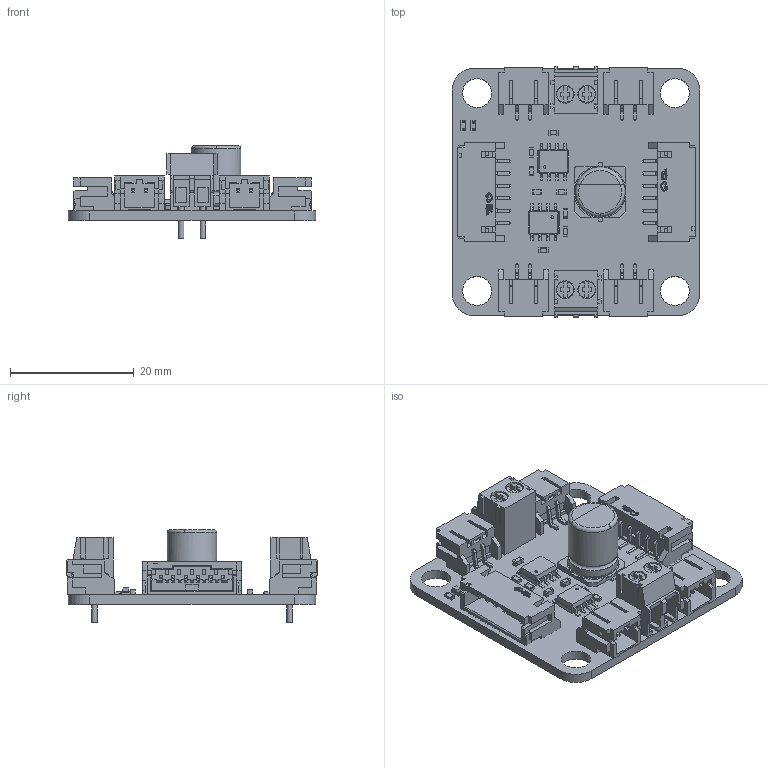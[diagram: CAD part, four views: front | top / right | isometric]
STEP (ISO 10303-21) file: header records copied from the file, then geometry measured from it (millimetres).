
FILE_DESCRIPTION(('KiCad electronic assembly'),'2;1');
FILE_NAME('Dual_Motor_Driver.step','2025-07-17T00:28:02',('Pcbnew'),( 'Kicad'),'Open CASCADE STEP processor 7.8','KiCad to STEP converter' ,'Unknown');
FILE_SCHEMA(('AUTOMOTIVE_DESIGN { 1 0 10303 214 1 1 1 1 }'));
Length unit declared in the file: millimetre
Products named in the file (18): Dual_Motor_Driver 1; SO-8_3.9x4.9mm_P1.27mm; CQ assembly; R_0603_1608Metric; C_0603_1608Metric; LED_0603_1608Metric_Castellated; PH2.0_6PIN_WT; EasyEDA PCB Model~xNzj; User Library-ph2_0_2p_wt; D9ABA024-CB1C-41D8-876C-9C3CCA401998; CP_Elec_8x10.5; CP_Elec_8x105; TerminalBlock_Phoenix_PT-1,5-2-3.5-H_1x02_P3.50mm_Horizontal; TerminalBlock_Phoenix_PT_15_2_35_H_1x02_P350mm_Horizontal; _autosave-Dual_Motor_Driver_PCB
Assembly tree (30 placements, depth 3):
  Dual_Motor_Driver 1
    SO-8_3.9x4.9mm_P1.27mm  x2
      CQ assembly
    R_0603_1608Metric  x5
      R_0603_1608Metric
    C_0603_1608Metric  x4
      C_0603_1608Metric
    LED_0603_1608Metric_Castellated
      LED_0603_1608Metric_Castellated
    PH2.0_6PIN_WT  x2
      EasyEDA PCB Model~xNzj
    User Library-ph2_0_2p_wt  x4
      D9ABA024-CB1C-41D8-876C-9C3CCA401998
    CP_Elec_8x10.5
      CP_Elec_8x105
    TerminalBlock_Phoenix_PT-1,5-2-3.5-H_1x02_P3.50mm_Horizontal  x2
      TerminalBlock_Phoenix_PT_15_2_35_H_1x02_P350mm_Horizontal
    _autosave-Dual_Motor_Driver_PCB
Bounding box: 40 x 40.6 x 15 mm (x, y, z)
Volume: 4823.3 mm3; surface area: 9011.9 mm2
Topology: 46 solids, 46 shells, 2717 faces, 7376 edges, 4791 vertices
Faces by surface type: plane 2162, cylinder 320, bspline 230, torus 4, revolution 1
Full cylindrical faces by diameter (mm): 0.4 x4, 0.8 x12, 0.9 x4, 1 x4, 2.7 x4, 2.9 x4, 4.7 x4, 8 x2
Entity records: 40844 total; most frequent: CARTESIAN_POINT 8352, ORIENTED_EDGE 6608, DIRECTION 5677, EDGE_CURVE 3304, LINE 2720, VECTOR 2720, VERTEX_POINT 2145, AXIS2_PLACEMENT_3D 1478
